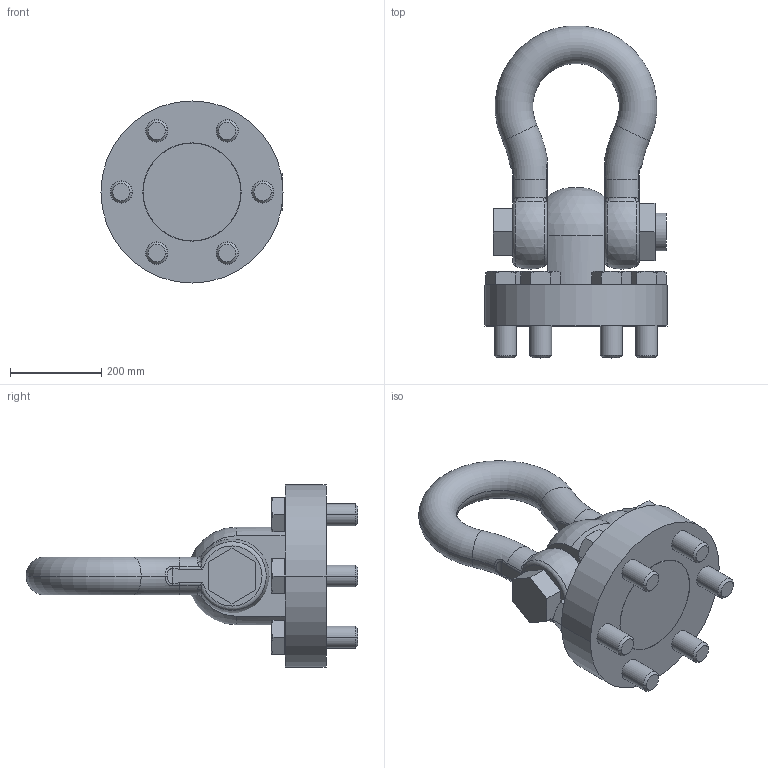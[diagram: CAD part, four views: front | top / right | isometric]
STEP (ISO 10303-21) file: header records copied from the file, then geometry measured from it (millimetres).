
FILE_DESCRIPTION((''),'2;1');
FILE_NAME('001-M32193-P-2_ASM','2016-07-25T',('Andreas.Wendler'),(''),'PRO/ENGINEER BY PARAMETRIC TECHNOLOGY CORPORATION, 2011490','PRO/ENGINEER BY PARAMETRIC TECHNOLOGY CORPORATION, 2011490','');
FILE_SCHEMA(('CONFIG_CONTROL_DESIGN'));
Length unit declared in the file: millimetre
Products named in the file (7): 001-M32193-P-20_AF0; 001-M32193-P-10; 001-M31126-P-1_AF0; 001-M31126-P-1; 001-M31126-P-1_AF1; 001-M33148-P-10; 001-M32193-P-2_ASM
Assembly tree (9 placements, depth 2):
  001-M32193-P-2_ASM
    001-M32193-P-20_AF0
    001-M32193-P-10
    001-M31126-P-1_AF0
    001-M31126-P-1  x4
    001-M31126-P-1_AF1
    001-M33148-P-10
Bounding box: 400 x 728.82 x 400 mm (x, y, z)
Volume: 25957825.5 mm3; surface area: 1332282.6 mm2
Topology: 9 solids, 9 shells, 1678 faces, 4588 edges, 3022 vertices
Faces by surface type: plane 1520, cylinder 62, cone 48, bspline 28, torus 14, sphere 6
Entity records: 35208 total; most frequent: CARTESIAN_POINT 8138, ORIENTED_EDGE 5814, DIRECTION 5113, EDGE_CURVE 2907, VECTOR 2625, LINE 2625, VERTEX_POINT 1912, AXIS2_PLACEMENT_3D 1244
